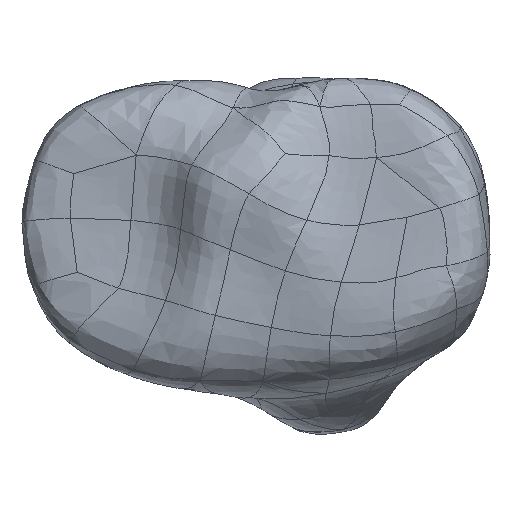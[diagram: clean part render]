
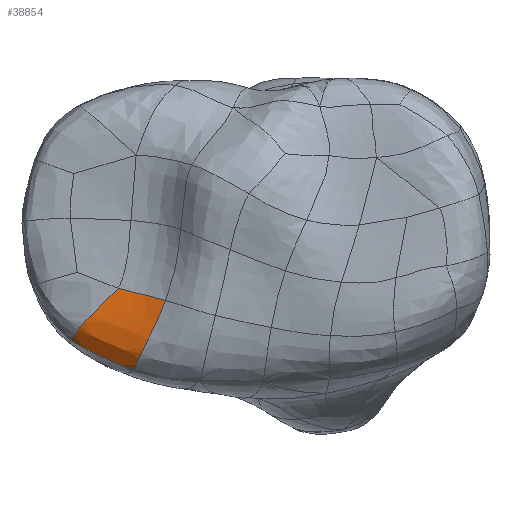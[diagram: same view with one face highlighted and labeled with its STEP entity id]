
A CAD part, top view. The second image highlights one B-rep face of the part: STEP entity #38854.
In plain terms, the highlighted free-form (B-spline) face has degree [3, 3] with [7, 7] control points.
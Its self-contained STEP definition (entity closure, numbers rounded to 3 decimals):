
#35240 = VERTEX_POINT('',#35241);
#35241 = CARTESIAN_POINT('',(-55.582,-148.162,
    416.702));
#36448 = VERTEX_POINT('',#36449);
#36449 = CARTESIAN_POINT('',(-64.315,-143.991,
    413.741));
#36534 = EDGE_CURVE('',#35240,#36448,#36535,.T.);
#36535 = B_SPLINE_CURVE_WITH_KNOTS('',3,(#36536,#36537,#36538,#36539,
    #36540,#36541,#36542,#36543,#36544,#36545,#36546,#36547,#36548),
  .UNSPECIFIED.,.F.,.F.,(4,3,3,3,4),(0.,0.25,0.5,0.75,1.),
  .UNSPECIFIED.);
#36536 = CARTESIAN_POINT('',(-55.582,-148.162,
    416.702));
#36537 = CARTESIAN_POINT('',(-56.299,-147.978,
    416.553));
#36538 = CARTESIAN_POINT('',(-57.112,-147.679,
    416.326));
#36539 = CARTESIAN_POINT('',(-57.872,-147.351,
    416.062));
#36540 = CARTESIAN_POINT('',(-58.632,-147.023,
    415.797));
#36541 = CARTESIAN_POINT('',(-59.339,-146.666,
    415.495));
#36542 = CARTESIAN_POINT('',(-60.073,-146.328,
    415.243));
#36543 = CARTESIAN_POINT('',(-60.808,-145.99,
    414.99));
#36544 = CARTESIAN_POINT('',(-61.571,-145.67,
    414.788));
#36545 = CARTESIAN_POINT('',(-62.303,-145.27,
    414.528));
#36546 = CARTESIAN_POINT('',(-63.035,-144.869,
    414.268));
#36547 = CARTESIAN_POINT('',(-63.736,-144.387,
    413.95));
#36548 = CARTESIAN_POINT('',(-64.315,-143.991,
    413.741));
#38854 = ADVANCED_FACE('',(#38855),#38910,.T.);
#38855 = FACE_BOUND('',#38856,.T.);
#38856 = EDGE_LOOP('',(#38857,#38858,#38876,#38894));
#38857 = ORIENTED_EDGE('',*,*,#36534,.F.);
#38858 = ORIENTED_EDGE('',*,*,#38859,.T.);
#38859 = EDGE_CURVE('',#35240,#38860,#38862,.T.);
#38860 = VERTEX_POINT('',#38861);
#38861 = CARTESIAN_POINT('',(-51.066,-138.499,
    418.862));
#38862 = B_SPLINE_CURVE_WITH_KNOTS('',3,(#38863,#38864,#38865,#38866,
    #38867,#38868,#38869,#38870,#38871,#38872,#38873,#38874,#38875),
  .UNSPECIFIED.,.F.,.F.,(4,3,3,3,4),(0.,0.25,0.5,0.75,1.),
  .UNSPECIFIED.);
#38863 = CARTESIAN_POINT('',(-55.582,-148.162,
    416.702));
#38864 = CARTESIAN_POINT('',(-55.276,-147.735,
    417.24));
#38865 = CARTESIAN_POINT('',(-54.985,-146.955,
    417.928));
#38866 = CARTESIAN_POINT('',(-54.614,-146.145,
    418.322));
#38867 = CARTESIAN_POINT('',(-54.244,-145.334,
    418.717));
#38868 = CARTESIAN_POINT('',(-53.794,-144.494,
    418.818));
#38869 = CARTESIAN_POINT('',(-53.365,-143.653,
    418.867));
#38870 = CARTESIAN_POINT('',(-52.935,-142.811,
    418.915));
#38871 = CARTESIAN_POINT('',(-52.525,-141.969,
    418.911));
#38872 = CARTESIAN_POINT('',(-52.113,-141.036,
    418.906));
#38873 = CARTESIAN_POINT('',(-51.7,-140.102,
    418.9));
#38874 = CARTESIAN_POINT('',(-51.285,-139.078,
    418.894));
#38875 = CARTESIAN_POINT('',(-51.066,-138.499,
    418.862));
#38876 = ORIENTED_EDGE('',*,*,#38877,.T.);
#38877 = EDGE_CURVE('',#38860,#38878,#38880,.T.);
#38878 = VERTEX_POINT('',#38879);
#38879 = CARTESIAN_POINT('',(-57.72,-136.807,
    416.006));
#38880 = B_SPLINE_CURVE_WITH_KNOTS('',3,(#38881,#38882,#38883,#38884,
    #38885,#38886,#38887,#38888,#38889,#38890,#38891,#38892,#38893),
  .UNSPECIFIED.,.F.,.F.,(4,3,3,3,4),(0.,0.25,0.5,0.75,1.),
  .UNSPECIFIED.);
#38881 = CARTESIAN_POINT('',(-51.066,-138.499,
    418.862));
#38882 = CARTESIAN_POINT('',(-51.593,-138.344,
    418.575));
#38883 = CARTESIAN_POINT('',(-52.109,-138.205,
    418.249));
#38884 = CARTESIAN_POINT('',(-52.646,-138.068,
    417.967));
#38885 = CARTESIAN_POINT('',(-53.182,-137.931,
    417.684));
#38886 = CARTESIAN_POINT('',(-53.738,-137.797,
    417.444));
#38887 = CARTESIAN_POINT('',(-54.298,-137.658,
    417.211));
#38888 = CARTESIAN_POINT('',(-54.857,-137.518,
    416.979));
#38889 = CARTESIAN_POINT('',(-55.42,-137.374,
    416.754));
#38890 = CARTESIAN_POINT('',(-56.014,-137.235,
    416.544));
#38891 = CARTESIAN_POINT('',(-56.609,-137.097,
    416.334));
#38892 = CARTESIAN_POINT('',(-57.236,-136.964,
    416.138));
#38893 = CARTESIAN_POINT('',(-57.72,-136.807,
    416.006));
#38894 = ORIENTED_EDGE('',*,*,#38895,.T.);
#38895 = EDGE_CURVE('',#38878,#36448,#38896,.T.);
#38896 = B_SPLINE_CURVE_WITH_KNOTS('',3,(#38897,#38898,#38899,#38900,
    #38901,#38902,#38903,#38904,#38905,#38906,#38907,#38908,#38909),
  .UNSPECIFIED.,.F.,.F.,(4,3,3,3,4),(0.,0.25,0.5,0.75,1.),
  .UNSPECIFIED.);
#38897 = CARTESIAN_POINT('',(-57.72,-136.807,
    416.006));
#38898 = CARTESIAN_POINT('',(-58.018,-137.231,
    416.03));
#38899 = CARTESIAN_POINT('',(-58.791,-137.942,
    415.996));
#38900 = CARTESIAN_POINT('',(-59.485,-138.604,
    415.976));
#38901 = CARTESIAN_POINT('',(-60.18,-139.267,
    415.957));
#38902 = CARTESIAN_POINT('',(-60.795,-139.88,
    415.952));
#38903 = CARTESIAN_POINT('',(-61.406,-140.503,
    415.895));
#38904 = CARTESIAN_POINT('',(-62.017,-141.125,
    415.838));
#38905 = CARTESIAN_POINT('',(-62.623,-141.758,
    415.729));
#38906 = CARTESIAN_POINT('',(-63.135,-142.385,
    415.352));
#38907 = CARTESIAN_POINT('',(-63.647,-143.012,
    414.974));
#38908 = CARTESIAN_POINT('',(-64.065,-143.633,
    414.327));
#38909 = CARTESIAN_POINT('',(-64.315,-143.991,
    413.741));
#38910 = B_SPLINE_SURFACE_WITH_KNOTS('',3,3,(
    (#38911,#38912,#38913,#38914,#38915,#38916,#38917)
    ,(#38918,#38919,#38920,#38921,#38922,#38923,#38924)
    ,(#38925,#38926,#38927,#38928,#38929,#38930,#38931)
    ,(#38932,#38933,#38934,#38935,#38936,#38937,#38938)
    ,(#38939,#38940,#38941,#38942,#38943,#38944,#38945)
    ,(#38946,#38947,#38948,#38949,#38950,#38951,#38952)
    ,(#38953,#38954,#38955,#38956,#38957,#38958,#38959
  )),.UNSPECIFIED.,.F.,.F.,.F.,(4,1,1,1,4),(4,1,1,1,4),(
    -0.001,0.25,0.5,0.75,1.001),(
    -0.001,0.25,0.5,0.75,1.001),.UNSPECIFIED.);
#38911 = CARTESIAN_POINT('',(-64.326,-143.99,
    413.731));
#38912 = CARTESIAN_POINT('',(-64.076,-143.633,
    414.319));
#38913 = CARTESIAN_POINT('',(-63.239,-142.388,
    415.617));
#38914 = CARTESIAN_POINT('',(-61.419,-140.489,
    415.945));
#38915 = CARTESIAN_POINT('',(-59.568,-138.648,
    415.959));
#38916 = CARTESIAN_POINT('',(-58.017,-137.223,
    416.028));
#38917 = CARTESIAN_POINT('',(-57.723,-136.8,
    416.004));
#38918 = CARTESIAN_POINT('',(-63.745,-144.387,
    413.94));
#38919 = CARTESIAN_POINT('',(-63.496,-144.03,
    414.528));
#38920 = CARTESIAN_POINT('',(-62.617,-142.774,
    415.839));
#38921 = CARTESIAN_POINT('',(-60.828,-140.794,
    416.129));
#38922 = CARTESIAN_POINT('',(-59.07,-138.859,
    416.116));
#38923 = CARTESIAN_POINT('',(-57.531,-137.379,
    416.161));
#38924 = CARTESIAN_POINT('',(-57.237,-136.957,
    416.136));
#38925 = CARTESIAN_POINT('',(-62.34,-145.354,
    414.578));
#38926 = CARTESIAN_POINT('',(-62.094,-144.987,
    415.146));
#38927 = CARTESIAN_POINT('',(-61.259,-143.607,
    416.074));
#38928 = CARTESIAN_POINT('',(-59.582,-141.413,
    416.653));
#38929 = CARTESIAN_POINT('',(-57.584,-139.176,
    416.607));
#38930 = CARTESIAN_POINT('',(-56.388,-137.901,
    416.592));
#38931 = CARTESIAN_POINT('',(-55.979,-137.219,
    416.528));
#38932 = CARTESIAN_POINT('',(-60.049,-146.314,
    415.186));
#38933 = CARTESIAN_POINT('',(-59.784,-145.914,
    415.721));
#38934 = CARTESIAN_POINT('',(-59.127,-144.626,
    416.966));
#38935 = CARTESIAN_POINT('',(-57.454,-142.219,
    417.362));
#38936 = CARTESIAN_POINT('',(-55.704,-139.893,
    417.343));
#38937 = CARTESIAN_POINT('',(-54.672,-138.359,
    417.274));
#38938 = CARTESIAN_POINT('',(-54.289,-137.653,
    417.202));
#38939 = CARTESIAN_POINT('',(-57.925,-147.386,
    416.094));
#38940 = CARTESIAN_POINT('',(-57.662,-146.983,
    416.62));
#38941 = CARTESIAN_POINT('',(-56.881,-145.554,
    417.787));
#38942 = CARTESIAN_POINT('',(-55.395,-143.048,
    418.195));
#38943 = CARTESIAN_POINT('',(-53.793,-140.39,
    418.087));
#38944 = CARTESIAN_POINT('',(-52.955,-138.81,
    417.971));
#38945 = CARTESIAN_POINT('',(-52.619,-138.056,
    417.924));
#38946 = CARTESIAN_POINT('',(-56.295,-147.986,
    416.549));
#38947 = CARTESIAN_POINT('',(-55.988,-147.56,
    417.088));
#38948 = CARTESIAN_POINT('',(-55.371,-145.965,
    418.398));
#38949 = CARTESIAN_POINT('',(-53.958,-143.465,
    418.661));
#38950 = CARTESIAN_POINT('',(-52.693,-140.957,
    418.602));
#38951 = CARTESIAN_POINT('',(-51.803,-138.914,
    418.609));
#38952 = CARTESIAN_POINT('',(-51.585,-138.338,
    418.577));
#38953 = CARTESIAN_POINT('',(-55.576,-148.17,
    416.697));
#38954 = CARTESIAN_POINT('',(-55.269,-147.744,
    417.236));
#38955 = CARTESIAN_POINT('',(-54.686,-146.181,
    418.618));
#38956 = CARTESIAN_POINT('',(-53.336,-143.656,
    418.923));
#38957 = CARTESIAN_POINT('',(-52.106,-141.125,
    418.911));
#38958 = CARTESIAN_POINT('',(-51.274,-139.07,
    418.898));
#38959 = CARTESIAN_POINT('',(-51.056,-138.493,
    418.865));
